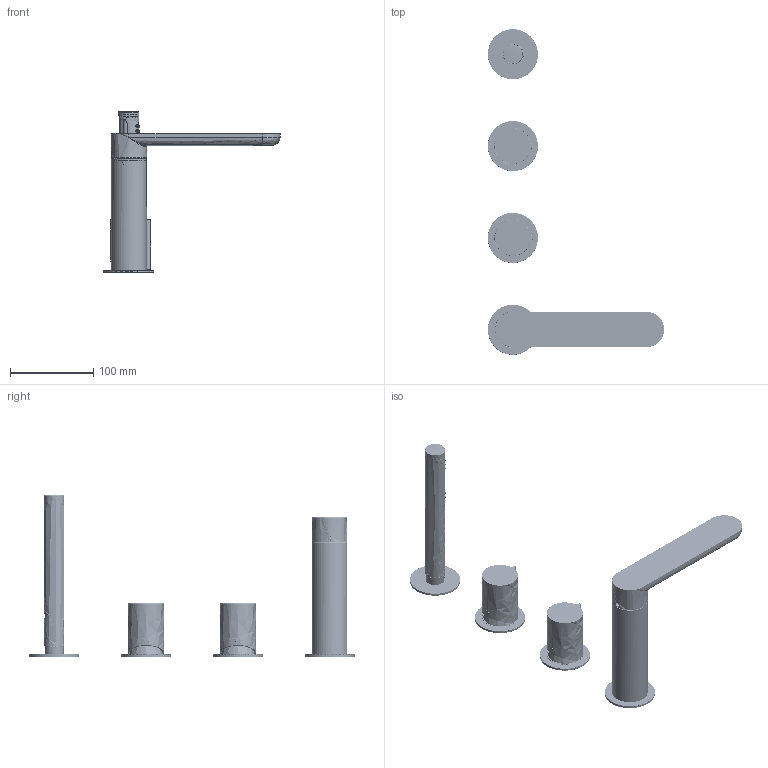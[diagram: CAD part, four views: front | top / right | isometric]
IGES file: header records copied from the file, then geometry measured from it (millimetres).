
Start section: C
Global section: file name: GT073-00.igs; native system: By Siemens PLM Incorporated; preprocessor: XPlus GENERIC/IGES 27.1.215; author: Author; organization: Title; date: 20260126.103856; units: millimetre
Bounding box: 211.2 x 389.99 x 193.61 mm (x, y, z)
Volume: 257361.9 mm3; surface area: 186165.6 mm2
Topology: 22 solids, 22 shells, 6007 faces, 17392 edges, 10982 vertices
Faces by surface type: bspline 6007
